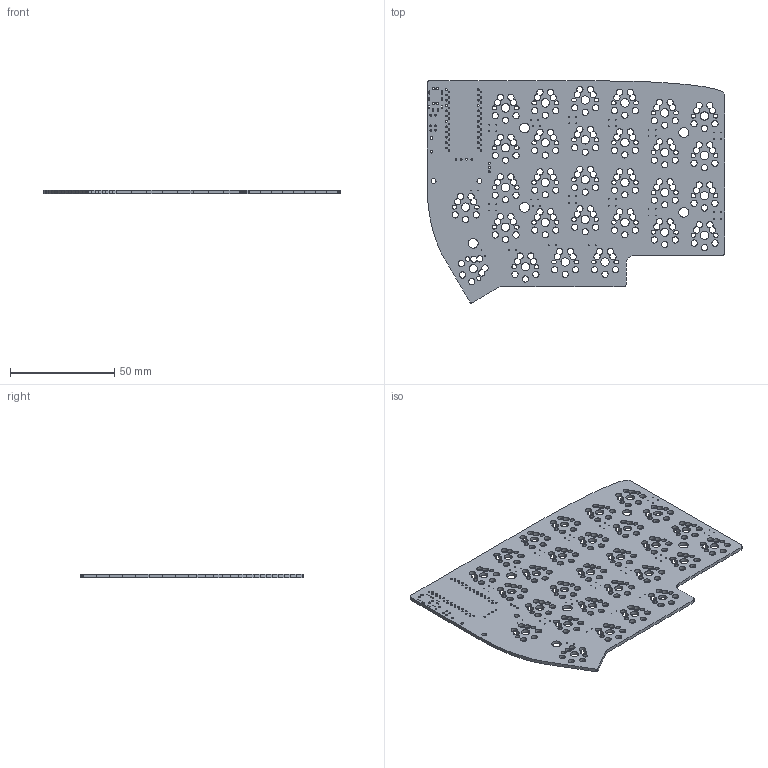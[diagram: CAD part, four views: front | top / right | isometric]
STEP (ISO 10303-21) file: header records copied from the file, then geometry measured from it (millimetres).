
FILE_DESCRIPTION(/* description */ (''),/* implementation_level */ '2;1');
FILE_NAME(/* name */ 'Lily58 PCB.step',/* time_stamp */ '2021-09-22T10:37:45-04:00',/* author */ (''),/* organization */ (''),/* preprocessor_version */ 'ST-DEVELOPER v18.1',/* originating_system */ 'Autodesk Translation Framework v10.10.0.1391',/* authorisation */ '');
FILE_SCHEMA (('AUTOMOTIVE_DESIGN { 1 0 10303 214 3 1 1 }'));
Length unit declared in the file: millimetre
Products named in the file (1): Lily PCB
Bounding box: 142.52 x 106.33 x 1.6 mm (x, y, z)
Volume: 17507.9 mm3; surface area: 27295.9 mm2
Topology: 1 solids, 1 shells, 634 faces, 1896 edges, 1264 vertices
Faces by surface type: cylinder 496, plane 138
Full cylindrical faces by diameter (mm): 0.4 x58, 0.813 x58, 1 x3, 1.2 x4, 1.3 x2, 2.4 x2, 3 x87, 4 x29, 4.7 x5
Entity records: 23400 total; most frequent: DIRECTION 4158, CARTESIAN_POINT 3795, ORIENTED_EDGE 3792, EDGE_CURVE 1896, AXIS2_PLACEMENT_3D 1627, EDGE_LOOP 1378, VERTEX_POINT 1264, CIRCLE 992
